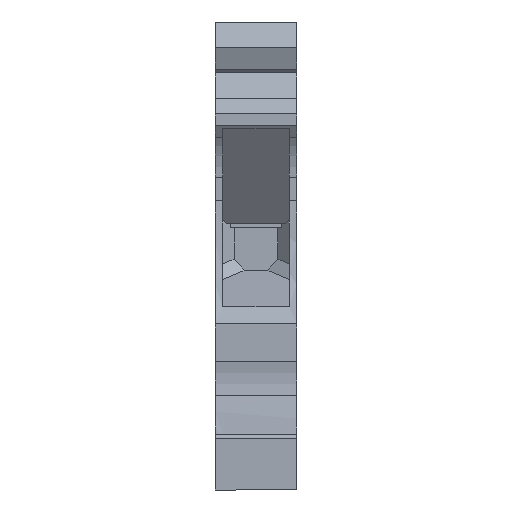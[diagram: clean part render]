
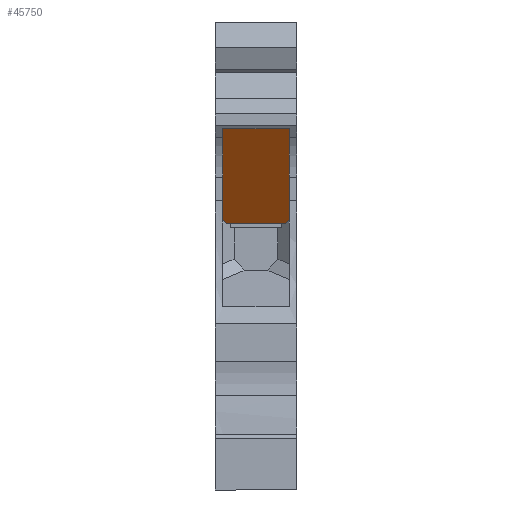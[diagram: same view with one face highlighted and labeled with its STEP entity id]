
A CAD part, front view. The second image highlights one B-rep face of the part: STEP entity #45750.
In plain terms, the highlighted face is planar.
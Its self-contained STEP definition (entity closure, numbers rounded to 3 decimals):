
#41530=CARTESIAN_POINT('',(-23.705,29.322,
-0.75));
#41540=VERTEX_POINT('',#41530);
#41570=CARTESIAN_POINT('',(-23.705,29.322,
0.));
#41580=DIRECTION('',(0.,0.,1.));
#41590=VECTOR('',#41580,1.);
#41600=LINE('',#41570,#41590);
#41610=CARTESIAN_POINT('',(-23.705,29.322,
-7.4));
#41620=VERTEX_POINT('',#41610);
#41630=EDGE_CURVE('',#41620,#41540,#41600,.T.);
#42740=CARTESIAN_POINT('',(-7.501,8.379,
-0.75));
#42750=DIRECTION('',(-0.612,0.791,0.));
#42760=VECTOR('',#42750,1.);
#42770=LINE('',#42740,#42760);
#42780=CARTESIAN_POINT('',(-16.675,20.236,
-0.75));
#42790=VERTEX_POINT('',#42780);
#42800=EDGE_CURVE('',#42790,#41540,#42770,.T.);
#43230=CARTESIAN_POINT('',(-7.501,8.379,
-7.4));
#43240=DIRECTION('',(-0.612,0.791,0.));
#43250=VECTOR('',#43240,1.);
#43260=LINE('',#43230,#43250);
#43270=CARTESIAN_POINT('',(-16.675,20.236,
-7.4));
#43280=VERTEX_POINT('',#43270);
#43290=EDGE_CURVE('',#43280,#41620,#43260,.T.);
#44050=CARTESIAN_POINT('',(-16.35,19.816,
-1.075));
#44060=VERTEX_POINT('',#44050);
#44090=CARTESIAN_POINT('',(-7.501,8.379,
-9.924));
#44100=DIRECTION('',(0.522,-0.675,
-0.522));
#44110=VECTOR('',#44100,1.);
#44120=LINE('',#44090,#44110);
#44130=EDGE_CURVE('',#42790,#44060,#44120,.T.);
#44700=CARTESIAN_POINT('',(-1.482,0.6,
7.793));
#44710=DIRECTION('',(-0.522,0.675,
-0.522));
#44720=VECTOR('',#44710,1.);
#44730=LINE('',#44700,#44720);
#44740=CARTESIAN_POINT('',(-16.35,19.816,
-7.075));
#44750=VERTEX_POINT('',#44740);
#44760=EDGE_CURVE('',#44750,#43280,#44730,.T.);
#45570=CARTESIAN_POINT('',(-25.855,32.101,
-7.4));
#45580=DIRECTION('',(0.791,0.612,0.));
#45590=DIRECTION('',(0.612,-0.791,0.));
#45600=AXIS2_PLACEMENT_3D('',#45570,#45580,#45590);
#45610=PLANE('',#45600);
#45620=CARTESIAN_POINT('',(-16.35,19.816,
0.));
#45630=DIRECTION('',(0.,0.,-1.));
#45640=VECTOR('',#45630,1.);
#45650=LINE('',#45620,#45640);
#45660=EDGE_CURVE('',#44060,#44750,#45650,.T.);
#45670=ORIENTED_EDGE('',*,*,#45660,.F.);
#45680=ORIENTED_EDGE('',*,*,#44760,.F.);
#45690=ORIENTED_EDGE('',*,*,#43290,.F.);
#45700=ORIENTED_EDGE('',*,*,#41630,.F.);
#45710=ORIENTED_EDGE('',*,*,#42800,.T.);
#45720=ORIENTED_EDGE('',*,*,#44130,.F.);
#45730=EDGE_LOOP('',(#45720,#45710,#45700,#45690,#45680,#45670));
#45740=FACE_OUTER_BOUND('',#45730,.T.);
#45750=ADVANCED_FACE('',(#45740),#45610,.F.);
